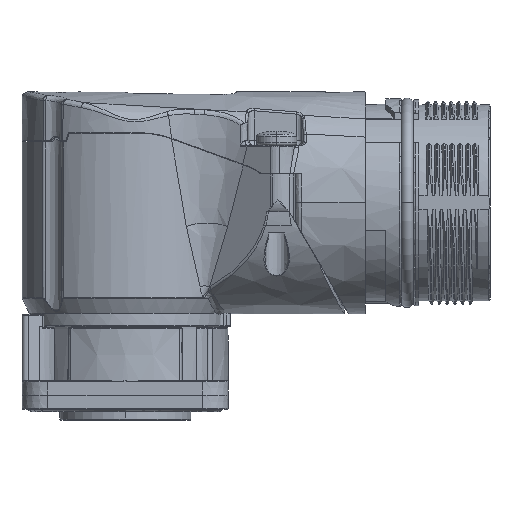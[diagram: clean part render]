
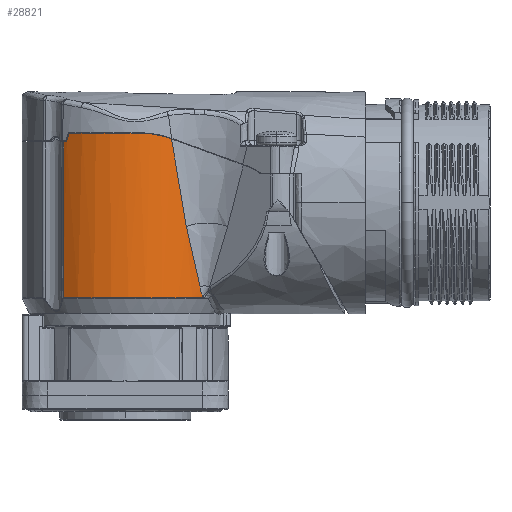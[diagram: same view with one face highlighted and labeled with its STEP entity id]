
A CAD part, left-side view. The second image highlights one B-rep face of the part: STEP entity #28821.
In plain terms, the highlighted cylindrical face has radius 20 mm (diameter 40 mm), a partial arc.
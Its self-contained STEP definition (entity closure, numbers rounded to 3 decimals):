
#2502=CARTESIAN_POINT('',(-16.801,10.85,13.5));
#2503=CARTESIAN_POINT('',(-16.693,11.017,12.933));
#2504=CARTESIAN_POINT('',(-16.582,11.184,12.366));
#2505=CARTESIAN_POINT('',(-16.467,11.35,11.8));
#2507=CARTESIAN_POINT('',(0.,0.,-18.434));
#2508=DIRECTION('',(0.,0.,-1.));
#2509=DIRECTION('',(-0.64,-0.769,0.));
#2510=AXIS2_PLACEMENT_3D('',#2507,#2508,#2509);
#2512=CARTESIAN_POINT('',(-16.068,11.909,11.8));
#2513=CARTESIAN_POINT('',(-16.058,11.922,8.402));
#2514=CARTESIAN_POINT('',(-16.039,11.948,1.632));
#2515=CARTESIAN_POINT('',(-16.01,11.987,
-8.446));
#2516=CARTESIAN_POINT('',(-15.99,12.013,
-15.113));
#2517=CARTESIAN_POINT('',(-15.98,12.026,
-18.433));
#2519=CARTESIAN_POINT('',(0.,0.,11.8));
#2520=DIRECTION('',(0.,0.,1.));
#2521=DIRECTION('',(-0.803,0.595,0.));
#2522=AXIS2_PLACEMENT_3D('',#2519,#2520,#2521);
#2524=CARTESIAN_POINT('',(0.,0.,13.5));
#2525=DIRECTION('',(0.,0.,1.));
#2526=DIRECTION('',(-0.84,0.543,0.));
#2527=AXIS2_PLACEMENT_3D('',#2524,#2525,#2526);
#2529=CARTESIAN_POINT('',(-17.876,-8.969,
12.411));
#2530=CARTESIAN_POINT('',(-18.049,-8.624,
12.536));
#2531=CARTESIAN_POINT('',(-18.372,-7.931,
12.762));
#2532=CARTESIAN_POINT('',(-18.786,-6.892,
13.036));
#2533=CARTESIAN_POINT('',(-19.134,-5.854,
13.245));
#2534=CARTESIAN_POINT('',(-19.421,-4.817,
13.393));
#2535=CARTESIAN_POINT('',(-19.648,-3.783,
13.481));
#2536=CARTESIAN_POINT('',(-19.762,-3.094,13.5));
#2537=CARTESIAN_POINT('',(-19.81,-2.75,13.5));
#2539=CARTESIAN_POINT('',(-17.876,-8.969,
12.411));
#2540=CARTESIAN_POINT('',(-17.711,-9.299,
10.127));
#2541=CARTESIAN_POINT('',(-17.357,-9.958,
5.822));
#2542=CARTESIAN_POINT('',(-16.772,-10.914,
0.226));
#2543=CARTESIAN_POINT('',(-16.338,-11.542,
-3.084));
#2544=CARTESIAN_POINT('',(-16.113,-11.848,
-4.622));
#2546=CARTESIAN_POINT('',(-13.765,-14.509,
-16.295));
#2547=CARTESIAN_POINT('',(-13.756,-14.518,
-16.331));
#2548=CARTESIAN_POINT('',(-13.739,-14.534,
-16.403));
#2549=CARTESIAN_POINT('',(-13.719,-14.553,
-16.513));
#2550=CARTESIAN_POINT('',(-13.701,-14.57,
-16.624));
#2551=CARTESIAN_POINT('',(-13.683,-14.587,
-16.735));
#2552=CARTESIAN_POINT('',(-13.666,-14.603,
-16.846));
#2553=CARTESIAN_POINT('',(-13.647,-14.62,
-16.958));
#2554=CARTESIAN_POINT('',(-13.626,-14.64,
-17.073));
#2555=CARTESIAN_POINT('',(-13.601,-14.664,
-17.191));
#2556=CARTESIAN_POINT('',(-13.571,-14.691,
-17.311));
#2557=CARTESIAN_POINT('',(-13.537,-14.723,
-17.429));
#2558=CARTESIAN_POINT('',(-13.498,-14.758,
-17.543));
#2559=CARTESIAN_POINT('',(-13.455,-14.797,
-17.656));
#2560=CARTESIAN_POINT('',(-13.405,-14.843,
-17.767));
#2561=CARTESIAN_POINT('',(-13.346,-14.896,
-17.878));
#2562=CARTESIAN_POINT('',(-13.275,-14.959,
-17.988));
#2563=CARTESIAN_POINT('',(-13.189,-15.035,
-18.098));
#2564=CARTESIAN_POINT('',(-13.118,-15.097,
-18.168));
#2565=CARTESIAN_POINT('',(-13.078,-15.131,
-18.201));
#2567=CARTESIAN_POINT('',(-12.793,-15.373,
-18.434));
#2568=CARTESIAN_POINT('',(-12.825,-15.347,
-18.408));
#2569=CARTESIAN_POINT('',(-12.889,-15.293,
-18.357));
#2570=CARTESIAN_POINT('',(-12.984,-15.213,
-18.28));
#2571=CARTESIAN_POINT('',(-13.047,-15.159,
-18.228));
#2572=CARTESIAN_POINT('',(-13.078,-15.131,
-18.201));
#2618=CARTESIAN_POINT('',(-13.765,-14.509,
-16.295));
#2619=CARTESIAN_POINT('',(-14.098,-14.193,
-15.005));
#2620=CARTESIAN_POINT('',(-14.722,-13.558,
-12.425));
#2621=CARTESIAN_POINT('',(-15.509,-12.645,
-8.477));
#2622=CARTESIAN_POINT('',(-15.926,-12.103,
-5.903));
#2623=CARTESIAN_POINT('',(-16.113,-11.848,
-4.622));
#21239=CARTESIAN_POINT('',(-16.068,11.909,11.8));
#21250=CARTESIAN_POINT('',(-15.98,12.026,
-18.433));
#24631=CARTESIAN_POINT('',(-16.801,10.85,13.5));
#24632=CARTESIAN_POINT('',(-19.81,-2.75,13.5));
#24633=VERTEX_POINT('',#24631);
#24634=VERTEX_POINT('',#24632);
#24635=CARTESIAN_POINT('',(-16.113,-11.848,
-4.622));
#24637=VERTEX_POINT('',#24635);
#24639=VERTEX_POINT('',#2539);
#24811=VERTEX_POINT('',#21239);
#24828=CARTESIAN_POINT('',(-16.467,11.35,11.8));
#24829=VERTEX_POINT('',#24828);
#24834=VERTEX_POINT('',#2618);
#24897=VERTEX_POINT('',#21250);
#24898=CARTESIAN_POINT('',(-12.793,-15.373,
-18.434));
#24899=VERTEX_POINT('',#24898);
#24905=CARTESIAN_POINT('',(-13.078,-15.131,
-18.201));
#24906=VERTEX_POINT('',#24905);
#28796=CARTESIAN_POINT('',(0.,0.,-24.));
#28797=DIRECTION('',(0.,0.,1.));
#28798=DIRECTION('',(0.,1.,0.));
#28799=AXIS2_PLACEMENT_3D('',#28796,#28797,#28798);
#28800=CYLINDRICAL_SURFACE('',#28799,20.);
#28802=ORIENTED_EDGE('',*,*,#28801,.T.);
#28804=ORIENTED_EDGE('',*,*,#28803,.F.);
#28806=ORIENTED_EDGE('',*,*,#28805,.T.);
#28807=ORIENTED_EDGE('',*,*,#28789,.F.);
#28808=ORIENTED_EDGE('',*,*,#25558,.T.);
#28810=ORIENTED_EDGE('',*,*,#28809,.F.);
#28812=ORIENTED_EDGE('',*,*,#28811,.T.);
#28814=ORIENTED_EDGE('',*,*,#28813,.F.);
#28816=ORIENTED_EDGE('',*,*,#28815,.T.);
#28818=ORIENTED_EDGE('',*,*,#28817,.F.);
#28819=EDGE_LOOP('',(#28802,#28804,#28806,#28807,#28808,#28810,#28812,#28814,
#28816,#28818));
#28820=FACE_OUTER_BOUND('',#28819,.F.);
#28821=ADVANCED_FACE('',(#28820),#28800,.T.);
#2506=B_SPLINE_CURVE_WITH_KNOTS('',3,(#2502,#2503,#2504,#2505),.UNSPECIFIED.,
.F.,.F.,(4,4),(0.,1.),.UNSPECIFIED.);
#2511=CIRCLE('',#2510,20.);
#2518=B_SPLINE_CURVE_WITH_KNOTS('',3,(#2512,#2513,#2514,#2515,#2516,#2517),
.UNSPECIFIED.,.F.,.F.,(4,1,1,4),(0.,0.333,0.667,1.),
.UNSPECIFIED.);
#2523=CIRCLE('',#2522,20.);
#2528=CIRCLE('',#2527,20.);
#2538=B_SPLINE_CURVE_WITH_KNOTS('',3,(#2529,#2530,#2531,#2532,#2533,#2534,#2535,
#2536,#2537),.UNSPECIFIED.,.F.,.F.,(4,1,1,1,1,1,4),(0.,0.167,
0.333,0.5,0.667,0.833,1.),
.UNSPECIFIED.);
#2545=B_SPLINE_CURVE_WITH_KNOTS('',3,(#2539,#2540,#2541,#2542,#2543,#2544),
.UNSPECIFIED.,.F.,.F.,(4,1,1,4),(0.,0.333,0.667,1.),
.UNSPECIFIED.);
#2566=B_SPLINE_CURVE_WITH_KNOTS('',3,(#2546,#2547,#2548,#2549,#2550,#2551,#2552,
#2553,#2554,#2555,#2556,#2557,#2558,#2559,#2560,#2561,#2562,#2563,#2564,#2565),
.UNSPECIFIED.,.F.,.F.,(4,1,1,1,1,1,1,1,1,1,1,1,1,1,1,1,1,4),(0.,
0.059,0.118,0.176,0.235,
0.294,0.353,0.412,0.471,
0.529,0.588,0.647,0.706,
0.765,0.824,0.882,0.941,1.),
.UNSPECIFIED.);
#2573=B_SPLINE_CURVE_WITH_KNOTS('',3,(#2567,#2568,#2569,#2570,#2571,#2572),
.UNSPECIFIED.,.F.,.F.,(4,1,1,4),(0.,0.333,0.667,1.),
.UNSPECIFIED.);
#2624=B_SPLINE_CURVE_WITH_KNOTS('',3,(#2618,#2619,#2620,#2621,#2622,#2623),
.UNSPECIFIED.,.F.,.F.,(4,1,1,4),(0.,0.333,0.667,1.),
.UNSPECIFIED.);
#25558=EDGE_CURVE('',#24633,#24634,#2528,.T.);
#28789=EDGE_CURVE('',#24633,#24829,#2506,.T.);
#28801=EDGE_CURVE('',#24899,#24897,#2511,.T.);
#28803=EDGE_CURVE('',#24811,#24897,#2518,.T.);
#28805=EDGE_CURVE('',#24811,#24829,#2523,.T.);
#28809=EDGE_CURVE('',#24639,#24634,#2538,.T.);
#28811=EDGE_CURVE('',#24639,#24637,#2545,.T.);
#28813=EDGE_CURVE('',#24834,#24637,#2624,.T.);
#28815=EDGE_CURVE('',#24834,#24906,#2566,.T.);
#28817=EDGE_CURVE('',#24899,#24906,#2573,.T.);
